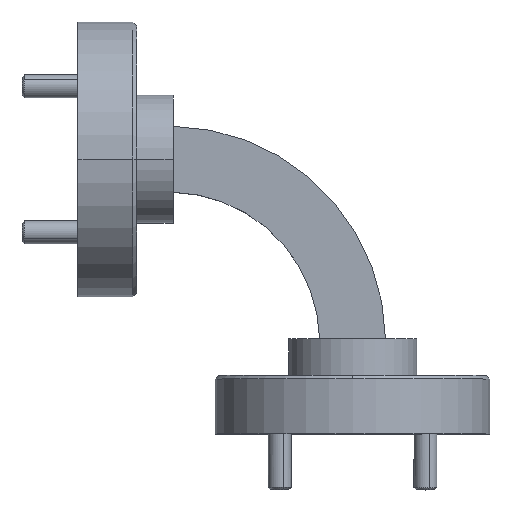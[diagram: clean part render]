
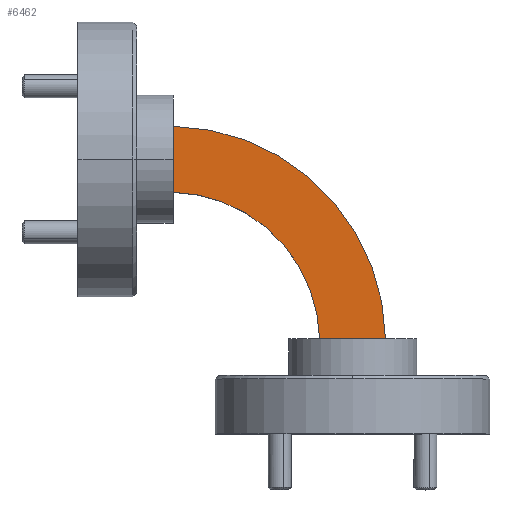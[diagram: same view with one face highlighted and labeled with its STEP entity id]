
A CAD part, top view. The second image highlights one B-rep face of the part: STEP entity #6462.
In plain terms, the highlighted planar face has unit normal (0, 0, 1).
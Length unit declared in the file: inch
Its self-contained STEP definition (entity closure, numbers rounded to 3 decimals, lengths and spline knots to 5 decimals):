
#141 = CARTESIAN_POINT ( 'NONE',  ( 0.40091, 0.81964, -0.79679 ) ) ;
#163 = CIRCLE ( 'NONE', #5795, 0.59 ) ;
#256 = ORIENTED_EDGE ( 'NONE', *, *, #1256, .F. ) ;
#268 = FACE_OUTER_BOUND ( 'NONE', #2314, .T. ) ;
#391 = VERTEX_POINT ( 'NONE', #6245 ) ;
#847 = DIRECTION ( 'NONE',  ( 1., 0., 0. ) ) ;
#1014 = CARTESIAN_POINT ( 'NONE',  ( 0.80079, 0.41964, -0.79679 ) ) ;
#1256 = EDGE_CURVE ( 'NONE', #391, #4876, #163, .T. ) ;
#1591 = CARTESIAN_POINT ( 'NONE',  ( 0.39091, 0.40964, -0.79679 ) ) ;
#2252 = ORIENTED_EDGE ( 'NONE', *, *, #5290, .F. ) ;
#2314 = EDGE_LOOP ( 'NONE', ( #3642, #256, #2252, #3337 ) ) ;
#2885 = EDGE_CURVE ( 'NONE', #5857, #2893, #4238, .T. ) ;
#2893 = VERTEX_POINT ( 'NONE', #1014 ) ;
#2981 = LINE ( 'NONE', #141, #3436 ) ;
#3100 = LINE ( 'NONE', #4982, #6664 ) ;
#3337 = ORIENTED_EDGE ( 'NONE', *, *, #2885, .T. ) ;
#3436 = VECTOR ( 'NONE', #5811, 39.37008 ) ;
#3542 = CARTESIAN_POINT ( 'NONE',  ( 0.40091, 0.81952, -0.79679 ) ) ;
#3553 = DIRECTION ( 'NONE',  ( 0., 0., -1. ) ) ;
#3642 = ORIENTED_EDGE ( 'NONE', *, *, #4852, .F. ) ;
#3666 = PLANE ( 'NONE',  #5354 ) ;
#3880 = DIRECTION ( 'NONE',  ( -1., 0., 0. ) ) ;
#4238 = CIRCLE ( 'NONE', #5236, 0.41 ) ;
#4852 = EDGE_CURVE ( 'NONE', #4876, #2893, #3100, .T. ) ;
#4876 = VERTEX_POINT ( 'NONE', #7282 ) ;
#4951 = DIRECTION ( 'NONE',  ( -1., 0., 0. ) ) ;
#4982 = CARTESIAN_POINT ( 'NONE',  ( 0.39091, 0.41964, -0.79679 ) ) ;
#5236 = AXIS2_PLACEMENT_3D ( 'NONE', #1591, #6244, #3880 ) ;
#5290 = EDGE_CURVE ( 'NONE', #5857, #391, #2981, .T. ) ;
#5354 = AXIS2_PLACEMENT_3D ( 'NONE', #5998, #7054, #847 ) ;
#5795 = AXIS2_PLACEMENT_3D ( 'NONE', #6459, #3553, #5848 ) ;
#5811 = DIRECTION ( 'NONE',  ( 0., 1., 0. ) ) ;
#5848 = DIRECTION ( 'NONE',  ( -1., 0., 0. ) ) ;
#5857 = VERTEX_POINT ( 'NONE', #3542 ) ;
#5998 = CARTESIAN_POINT ( 'NONE',  ( 0.39091, 0.81964, -0.79679 ) ) ;
#6244 = DIRECTION ( 'NONE',  ( 0., 0., -1. ) ) ;
#6245 = CARTESIAN_POINT ( 'NONE',  ( 0.40091, 0.99955, -0.79679 ) ) ;
#6459 = CARTESIAN_POINT ( 'NONE',  ( 0.39091, 0.40964, -0.79679 ) ) ;
#6462 = ADVANCED_FACE ( 'NONE', ( #268 ), #3666, .T. ) ;
#6664 = VECTOR ( 'NONE', #4951, 39.37008 ) ;
#7054 = DIRECTION ( 'NONE',  ( 0., 0., 1. ) ) ;
#7282 = CARTESIAN_POINT ( 'NONE',  ( 0.98082, 0.41964, -0.79679 ) ) ;
